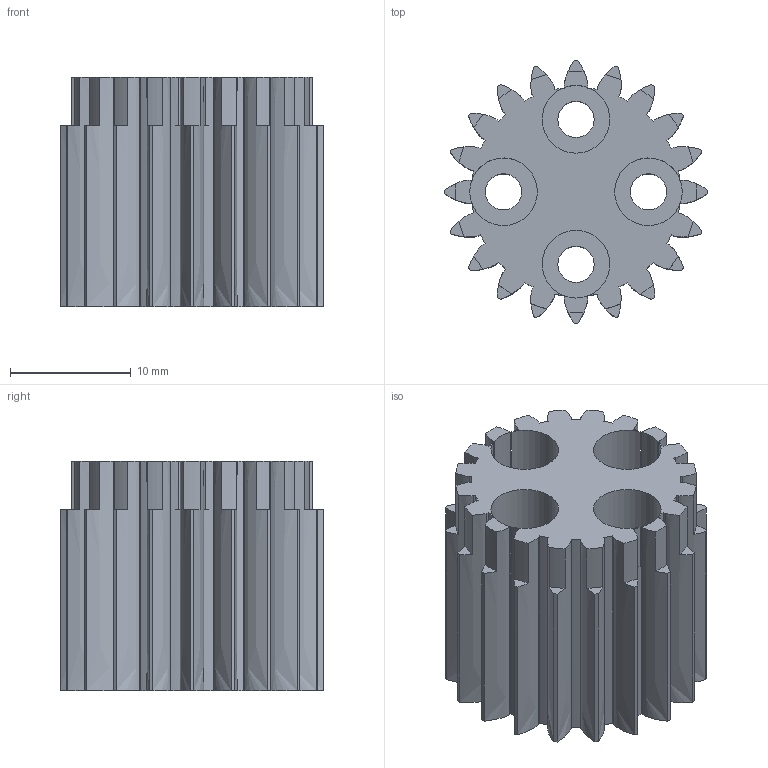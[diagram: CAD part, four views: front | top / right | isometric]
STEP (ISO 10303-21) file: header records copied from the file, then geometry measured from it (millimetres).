
FILE_DESCRIPTION(/* description */ (''),/* implementation_level */ '2;1');
FILE_NAME(/* name */ 'Motor_Sun_Gear.step',/* time_stamp */ '2022-07-19T20:26:03-04:00',/* author */ (''),/* organization */ (''),/* preprocessor_version */ 'ST-DEVELOPER v19',/* originating_system */ 'Autodesk Translation Framework v11.7.0.108',/* authorisation */ '');
FILE_SCHEMA (('AUTOMOTIVE_DESIGN { 1 0 10303 214 3 1 1 }'));
Length unit declared in the file: millimetre
Products named in the file (1): FusionComponent
Bounding box: 21.8 x 21.8 x 19 mm (x, y, z)
Volume: 4703.9 mm3; surface area: 3655.9 mm2
Topology: 1 solids, 1 shells, 225 faces, 665 edges, 443 vertices
Faces by surface type: plane 111, cylinder 73, bspline 40, cone 1
Full cylindrical faces by diameter (mm): 3 x4, 5 x1
Entity records: 9075 total; most frequent: CARTESIAN_POINT 3287, ORIENTED_EDGE 1330, DIRECTION 1032, EDGE_CURVE 665, VERTEX_POINT 443, LINE 350, VECTOR 350, AXIS2_PLACEMENT_3D 341
